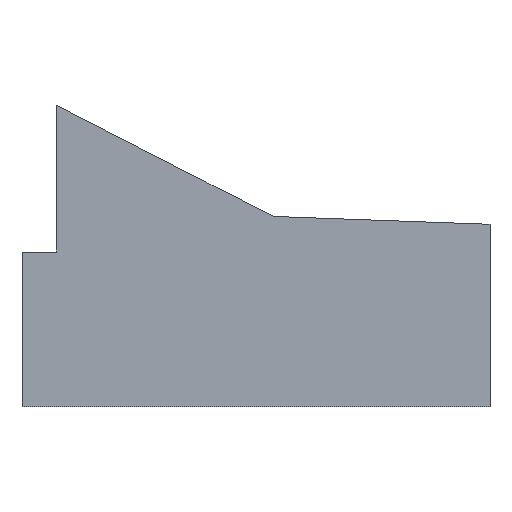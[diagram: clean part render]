
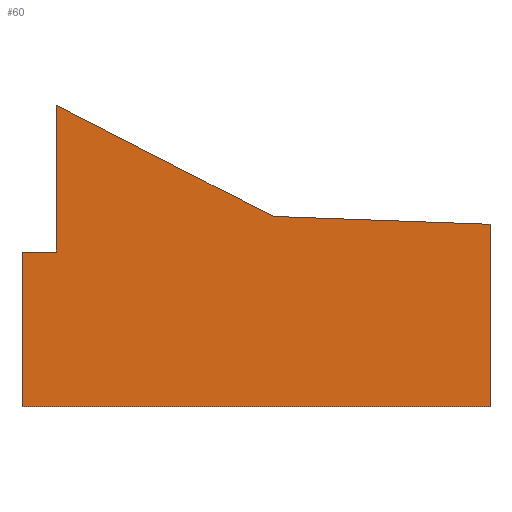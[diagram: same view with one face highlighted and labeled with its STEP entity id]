
A CAD part, top view. The second image highlights one B-rep face of the part: STEP entity #60.
In plain terms, the highlighted planar face has unit normal (0, 0, 1).
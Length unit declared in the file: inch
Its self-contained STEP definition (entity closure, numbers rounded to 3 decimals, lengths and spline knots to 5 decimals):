
#3 = CARTESIAN_POINT ( 'NONE',  ( 8.125, -1.275, 6.25 ) ) ;
#5 = PLANE ( 'NONE',  #172 ) ;
#8 = CARTESIAN_POINT ( 'NONE',  ( 1.83071, 3.1, 6.25 ) ) ;
#10 = LINE ( 'NONE', #238, #269 ) ;
#12 = VERTEX_POINT ( 'NONE', #139 ) ;
#24 = CARTESIAN_POINT ( 'NONE',  ( 0., 0., 6.25 ) ) ;
#25 = LINE ( 'NONE', #268, #164 ) ;
#34 = CARTESIAN_POINT ( 'NONE',  ( 1.83071, 1.6, 6.25 ) ) ;
#37 = LINE ( 'NONE', #124, #290 ) ;
#38 = ORIENTED_EDGE ( 'NONE', *, *, #123, .T. ) ;
#41 = EDGE_CURVE ( 'NONE', #57, #87, #235, .T. ) ;
#51 = DIRECTION ( 'NONE',  ( 0., 1., 0. ) ) ;
#52 = VECTOR ( 'NONE', #221, 39.37008 ) ;
#55 = CARTESIAN_POINT ( 'NONE',  ( 1.33071, -1.275, 6.25 ) ) ;
#57 = VERTEX_POINT ( 'NONE', #3 ) ;
#58 = CARTESIAN_POINT ( 'NONE',  ( 4.97785, 1.48621, 6.25 ) ) ;
#59 = LINE ( 'NONE', #151, #104 ) ;
#60 = ADVANCED_FACE ( 'NONE', ( #229 ), #5, .T. ) ;
#61 = ORIENTED_EDGE ( 'NONE', *, *, #169, .T. ) ;
#62 = VERTEX_POINT ( 'NONE', #55 ) ;
#72 = DIRECTION ( 'NONE',  ( 0., 0., 1. ) ) ;
#85 = CARTESIAN_POINT ( 'NONE',  ( 1.33071, 0.97, 6.25 ) ) ;
#87 = VERTEX_POINT ( 'NONE', #115 ) ;
#95 = ORIENTED_EDGE ( 'NONE', *, *, #41, .T. ) ;
#97 = VECTOR ( 'NONE', #51, 39.37008 ) ;
#104 = VECTOR ( 'NONE', #272, 39.37008 ) ;
#113 = DIRECTION ( 'NONE',  ( 1., 0., 0. ) ) ;
#115 = CARTESIAN_POINT ( 'NONE',  ( 8.125, 1.37242, 6.25 ) ) ;
#117 = EDGE_CURVE ( 'NONE', #12, #289, #10, .T. ) ;
#119 = VECTOR ( 'NONE', #192, 39.37008 ) ;
#123 = EDGE_CURVE ( 'NONE', #62, #57, #37, .T. ) ;
#124 = CARTESIAN_POINT ( 'NONE',  ( 1.33071, -1.275, 6.25 ) ) ;
#129 = VERTEX_POINT ( 'NONE', #8 ) ;
#139 = CARTESIAN_POINT ( 'NONE',  ( 1.83071, 0.97, 6.25 ) ) ;
#145 = DIRECTION ( 'NONE',  ( -0.999, 0.036, 0. ) ) ;
#150 = ORIENTED_EDGE ( 'NONE', *, *, #265, .T. ) ;
#151 = CARTESIAN_POINT ( 'NONE',  ( 1.83071, 3.1, 6.25 ) ) ;
#164 = VECTOR ( 'NONE', #145, 39.37008 ) ;
#167 = CARTESIAN_POINT ( 'NONE',  ( 8.125, -1.275, 6.25 ) ) ;
#169 = EDGE_CURVE ( 'NONE', #87, #254, #25, .T. ) ;
#170 = DIRECTION ( 'NONE',  ( -1., 0., 0. ) ) ;
#172 = AXIS2_PLACEMENT_3D ( 'NONE', #24, #72, #113 ) ;
#174 = EDGE_CURVE ( 'NONE', #129, #12, #195, .T. ) ;
#175 = ORIENTED_EDGE ( 'NONE', *, *, #174, .T. ) ;
#187 = EDGE_CURVE ( 'NONE', #289, #62, #281, .T. ) ;
#190 = DIRECTION ( 'NONE',  ( 1., 0., 0. ) ) ;
#192 = DIRECTION ( 'NONE',  ( 0., -1., 0. ) ) ;
#195 = LINE ( 'NONE', #34, #119 ) ;
#201 = EDGE_LOOP ( 'NONE', ( #203, #38, #95, #61, #150, #175, #227 ) ) ;
#203 = ORIENTED_EDGE ( 'NONE', *, *, #187, .T. ) ;
#209 = CARTESIAN_POINT ( 'NONE',  ( 1.33071, 0.97, 6.25 ) ) ;
#221 = DIRECTION ( 'NONE',  ( 0., -1., 0. ) ) ;
#227 = ORIENTED_EDGE ( 'NONE', *, *, #117, .T. ) ;
#229 = FACE_OUTER_BOUND ( 'NONE', #201, .T. ) ;
#235 = LINE ( 'NONE', #167, #97 ) ;
#238 = CARTESIAN_POINT ( 'NONE',  ( 1.83071, 0.97, 6.25 ) ) ;
#254 = VERTEX_POINT ( 'NONE', #58 ) ;
#265 = EDGE_CURVE ( 'NONE', #254, #129, #59, .T. ) ;
#268 = CARTESIAN_POINT ( 'NONE',  ( 8.125, 1.37242, 6.25 ) ) ;
#269 = VECTOR ( 'NONE', #170, 39.37008 ) ;
#272 = DIRECTION ( 'NONE',  ( -0.89, 0.456, 0. ) ) ;
#281 = LINE ( 'NONE', #85, #52 ) ;
#289 = VERTEX_POINT ( 'NONE', #209 ) ;
#290 = VECTOR ( 'NONE', #190, 39.37008 ) ;
